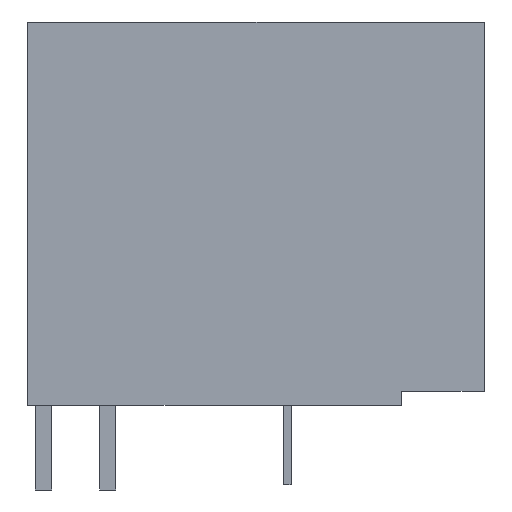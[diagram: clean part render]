
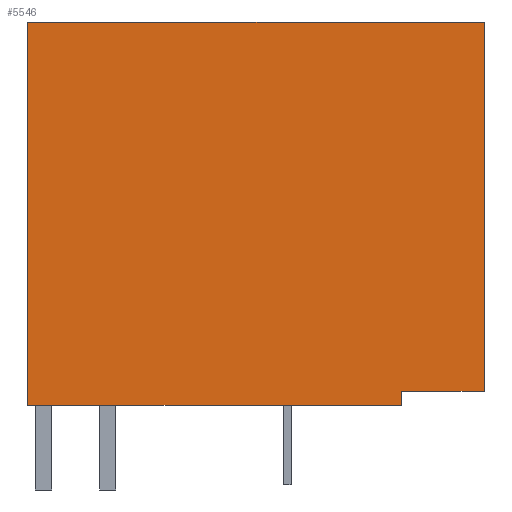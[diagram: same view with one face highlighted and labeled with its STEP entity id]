
A CAD part, left-side view. The second image highlights one B-rep face of the part: STEP entity #5546.
In plain terms, the highlighted planar face has unit normal (-1, 0, 0).
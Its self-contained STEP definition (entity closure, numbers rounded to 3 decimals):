
#32 = PLANE('',#33);
#33 = AXIS2_PLACEMENT_3D('',#34,#35,#36);
#34 = CARTESIAN_POINT('',(25.1,-14.68,0.));
#35 = DIRECTION('',(0.,0.,-1.));
#36 = DIRECTION('',(1.,0.,0.));
#1283 = VERTEX_POINT('',#1284);
#1284 = CARTESIAN_POINT('',(-2.6,-11.45,0.));
#1298 = PLANE('',#1299);
#1299 = AXIS2_PLACEMENT_3D('',#1300,#1301,#1302);
#1300 = CARTESIAN_POINT('',(25.1,-11.45,0.));
#1301 = DIRECTION('',(0.,1.,0.));
#1302 = DIRECTION('',(0.,0.,-1.));
#1310 = EDGE_CURVE('',#1311,#1283,#1313,.T.);
#1311 = VERTEX_POINT('',#1312);
#1312 = CARTESIAN_POINT('',(-2.6,3.12,0.));
#1313 = SURFACE_CURVE('',#1314,(#1318,#1325),.PCURVE_S1.);
#1314 = LINE('',#1315,#1316);
#1315 = CARTESIAN_POINT('',(-2.6,3.12,0.));
#1316 = VECTOR('',#1317,1.);
#1317 = DIRECTION('',(0.,-1.,0.));
#1318 = PCURVE('',#32,#1319);
#1319 = DEFINITIONAL_REPRESENTATION('',(#1320),#1324);
#1320 = LINE('',#1321,#1322);
#1321 = CARTESIAN_POINT('',(-27.7,-17.8));
#1322 = VECTOR('',#1323,1.);
#1323 = DIRECTION('',(0.,1.));
#1324 = ( GEOMETRIC_REPRESENTATION_CONTEXT(2) 
PARAMETRIC_REPRESENTATION_CONTEXT() REPRESENTATION_CONTEXT('2D SPACE',''
  ) );
#1325 = PCURVE('',#1326,#1331);
#1326 = PLANE('',#1327);
#1327 = AXIS2_PLACEMENT_3D('',#1328,#1329,#1330);
#1328 = CARTESIAN_POINT('',(-2.6,3.12,0.));
#1329 = DIRECTION('',(-1.,0.,0.));
#1330 = DIRECTION('',(0.,0.,-1.));
#1331 = DEFINITIONAL_REPRESENTATION('',(#1332),#1336);
#1332 = LINE('',#1333,#1334);
#1333 = CARTESIAN_POINT('',(0.,0.));
#1334 = VECTOR('',#1335,1.);
#1335 = DIRECTION('',(0.,1.));
#1336 = ( GEOMETRIC_REPRESENTATION_CONTEXT(2) 
PARAMETRIC_REPRESENTATION_CONTEXT() REPRESENTATION_CONTEXT('2D SPACE',''
  ) );
#1354 = PLANE('',#1355);
#1355 = AXIS2_PLACEMENT_3D('',#1356,#1357,#1358);
#1356 = CARTESIAN_POINT('',(25.1,3.12,0.));
#1357 = DIRECTION('',(0.,1.,0.));
#1358 = DIRECTION('',(0.,0.,-1.));
#5224 = PLANE('',#5225);
#5225 = AXIS2_PLACEMENT_3D('',#5226,#5227,#5228);
#5226 = CARTESIAN_POINT('',(25.1,-14.68,14.95));
#5227 = DIRECTION('',(0.,0.,-1.));
#5228 = DIRECTION('',(1.,0.,0.));
#5252 = PLANE('',#5253);
#5253 = AXIS2_PLACEMENT_3D('',#5254,#5255,#5256);
#5254 = CARTESIAN_POINT('',(25.1,-14.68,0.));
#5255 = DIRECTION('',(0.,-1.,0.));
#5256 = DIRECTION('',(0.,0.,1.));
#5278 = PLANE('',#5279);
#5279 = AXIS2_PLACEMENT_3D('',#5280,#5281,#5282);
#5280 = CARTESIAN_POINT('',(25.1,-14.68,0.55));
#5281 = DIRECTION('',(0.,0.,1.));
#5282 = DIRECTION('',(-1.,0.,0.));
#5480 = VERTEX_POINT('',#5481);
#5481 = CARTESIAN_POINT('',(-2.6,-14.68,0.55));
#5504 = VERTEX_POINT('',#5505);
#5505 = CARTESIAN_POINT('',(-2.6,-14.68,14.95));
#5526 = EDGE_CURVE('',#5480,#5504,#5527,.T.);
#5527 = SURFACE_CURVE('',#5528,(#5532,#5539),.PCURVE_S1.);
#5528 = LINE('',#5529,#5530);
#5529 = CARTESIAN_POINT('',(-2.6,-14.68,0.));
#5530 = VECTOR('',#5531,1.);
#5531 = DIRECTION('',(0.,0.,1.));
#5532 = PCURVE('',#5252,#5533);
#5533 = DEFINITIONAL_REPRESENTATION('',(#5534),#5538);
#5534 = LINE('',#5535,#5536);
#5535 = CARTESIAN_POINT('',(0.,27.7));
#5536 = VECTOR('',#5537,1.);
#5537 = DIRECTION('',(1.,0.));
#5538 = ( GEOMETRIC_REPRESENTATION_CONTEXT(2) 
PARAMETRIC_REPRESENTATION_CONTEXT() REPRESENTATION_CONTEXT('2D SPACE',''
  ) );
#5539 = PCURVE('',#1326,#5540);
#5540 = DEFINITIONAL_REPRESENTATION('',(#5541),#5545);
#5541 = LINE('',#5542,#5543);
#5542 = CARTESIAN_POINT('',(0.,17.8));
#5543 = VECTOR('',#5544,1.);
#5544 = DIRECTION('',(-1.,0.));
#5545 = ( GEOMETRIC_REPRESENTATION_CONTEXT(2) 
PARAMETRIC_REPRESENTATION_CONTEXT() REPRESENTATION_CONTEXT('2D SPACE',''
  ) );
#5546 = ADVANCED_FACE('',(#5547),#1326,.T.);
#5547 = FACE_BOUND('',#5548,.T.);
#5548 = EDGE_LOOP('',(#5549,#5572,#5593,#5594,#5617,#5638));
#5549 = ORIENTED_EDGE('',*,*,#5550,.F.);
#5550 = EDGE_CURVE('',#5551,#1283,#5553,.T.);
#5551 = VERTEX_POINT('',#5552);
#5552 = CARTESIAN_POINT('',(-2.6,-11.45,0.55));
#5553 = SURFACE_CURVE('',#5554,(#5558,#5565),.PCURVE_S1.);
#5554 = LINE('',#5555,#5556);
#5555 = CARTESIAN_POINT('',(-2.6,-11.45,0.));
#5556 = VECTOR('',#5557,1.);
#5557 = DIRECTION('',(0.,0.,-1.));
#5558 = PCURVE('',#1326,#5559);
#5559 = DEFINITIONAL_REPRESENTATION('',(#5560),#5564);
#5560 = LINE('',#5561,#5562);
#5561 = CARTESIAN_POINT('',(0.,14.57));
#5562 = VECTOR('',#5563,1.);
#5563 = DIRECTION('',(1.,0.));
#5564 = ( GEOMETRIC_REPRESENTATION_CONTEXT(2) 
PARAMETRIC_REPRESENTATION_CONTEXT() REPRESENTATION_CONTEXT('2D SPACE',''
  ) );
#5565 = PCURVE('',#1298,#5566);
#5566 = DEFINITIONAL_REPRESENTATION('',(#5567),#5571);
#5567 = LINE('',#5568,#5569);
#5568 = CARTESIAN_POINT('',(0.,27.7));
#5569 = VECTOR('',#5570,1.);
#5570 = DIRECTION('',(1.,0.));
#5571 = ( GEOMETRIC_REPRESENTATION_CONTEXT(2) 
PARAMETRIC_REPRESENTATION_CONTEXT() REPRESENTATION_CONTEXT('2D SPACE',''
  ) );
#5572 = ORIENTED_EDGE('',*,*,#5573,.F.);
#5573 = EDGE_CURVE('',#5480,#5551,#5574,.T.);
#5574 = SURFACE_CURVE('',#5575,(#5579,#5586),.PCURVE_S1.);
#5575 = LINE('',#5576,#5577);
#5576 = CARTESIAN_POINT('',(-2.6,-14.68,0.55));
#5577 = VECTOR('',#5578,1.);
#5578 = DIRECTION('',(0.,1.,0.));
#5579 = PCURVE('',#1326,#5580);
#5580 = DEFINITIONAL_REPRESENTATION('',(#5581),#5585);
#5581 = LINE('',#5582,#5583);
#5582 = CARTESIAN_POINT('',(-0.55,17.8));
#5583 = VECTOR('',#5584,1.);
#5584 = DIRECTION('',(0.,-1.));
#5585 = ( GEOMETRIC_REPRESENTATION_CONTEXT(2) 
PARAMETRIC_REPRESENTATION_CONTEXT() REPRESENTATION_CONTEXT('2D SPACE',''
  ) );
#5586 = PCURVE('',#5278,#5587);
#5587 = DEFINITIONAL_REPRESENTATION('',(#5588),#5592);
#5588 = LINE('',#5589,#5590);
#5589 = CARTESIAN_POINT('',(27.7,0.));
#5590 = VECTOR('',#5591,1.);
#5591 = DIRECTION('',(0.,-1.));
#5592 = ( GEOMETRIC_REPRESENTATION_CONTEXT(2) 
PARAMETRIC_REPRESENTATION_CONTEXT() REPRESENTATION_CONTEXT('2D SPACE',''
  ) );
#5593 = ORIENTED_EDGE('',*,*,#5526,.T.);
#5594 = ORIENTED_EDGE('',*,*,#5595,.F.);
#5595 = EDGE_CURVE('',#5596,#5504,#5598,.T.);
#5596 = VERTEX_POINT('',#5597);
#5597 = CARTESIAN_POINT('',(-2.6,3.12,14.95));
#5598 = SURFACE_CURVE('',#5599,(#5603,#5610),.PCURVE_S1.);
#5599 = LINE('',#5600,#5601);
#5600 = CARTESIAN_POINT('',(-2.6,3.12,14.95));
#5601 = VECTOR('',#5602,1.);
#5602 = DIRECTION('',(0.,-1.,0.));
#5603 = PCURVE('',#1326,#5604);
#5604 = DEFINITIONAL_REPRESENTATION('',(#5605),#5609);
#5605 = LINE('',#5606,#5607);
#5606 = CARTESIAN_POINT('',(-14.95,0.));
#5607 = VECTOR('',#5608,1.);
#5608 = DIRECTION('',(0.,1.));
#5609 = ( GEOMETRIC_REPRESENTATION_CONTEXT(2) 
PARAMETRIC_REPRESENTATION_CONTEXT() REPRESENTATION_CONTEXT('2D SPACE',''
  ) );
#5610 = PCURVE('',#5224,#5611);
#5611 = DEFINITIONAL_REPRESENTATION('',(#5612),#5616);
#5612 = LINE('',#5613,#5614);
#5613 = CARTESIAN_POINT('',(-27.7,-17.8));
#5614 = VECTOR('',#5615,1.);
#5615 = DIRECTION('',(0.,1.));
#5616 = ( GEOMETRIC_REPRESENTATION_CONTEXT(2) 
PARAMETRIC_REPRESENTATION_CONTEXT() REPRESENTATION_CONTEXT('2D SPACE',''
  ) );
#5617 = ORIENTED_EDGE('',*,*,#5618,.F.);
#5618 = EDGE_CURVE('',#1311,#5596,#5619,.T.);
#5619 = SURFACE_CURVE('',#5620,(#5624,#5631),.PCURVE_S1.);
#5620 = LINE('',#5621,#5622);
#5621 = CARTESIAN_POINT('',(-2.6,3.12,0.));
#5622 = VECTOR('',#5623,1.);
#5623 = DIRECTION('',(0.,0.,1.));
#5624 = PCURVE('',#1326,#5625);
#5625 = DEFINITIONAL_REPRESENTATION('',(#5626),#5630);
#5626 = LINE('',#5627,#5628);
#5627 = CARTESIAN_POINT('',(0.,0.));
#5628 = VECTOR('',#5629,1.);
#5629 = DIRECTION('',(-1.,0.));
#5630 = ( GEOMETRIC_REPRESENTATION_CONTEXT(2) 
PARAMETRIC_REPRESENTATION_CONTEXT() REPRESENTATION_CONTEXT('2D SPACE',''
  ) );
#5631 = PCURVE('',#1354,#5632);
#5632 = DEFINITIONAL_REPRESENTATION('',(#5633),#5637);
#5633 = LINE('',#5634,#5635);
#5634 = CARTESIAN_POINT('',(0.,27.7));
#5635 = VECTOR('',#5636,1.);
#5636 = DIRECTION('',(-1.,0.));
#5637 = ( GEOMETRIC_REPRESENTATION_CONTEXT(2) 
PARAMETRIC_REPRESENTATION_CONTEXT() REPRESENTATION_CONTEXT('2D SPACE',''
  ) );
#5638 = ORIENTED_EDGE('',*,*,#1310,.T.);
